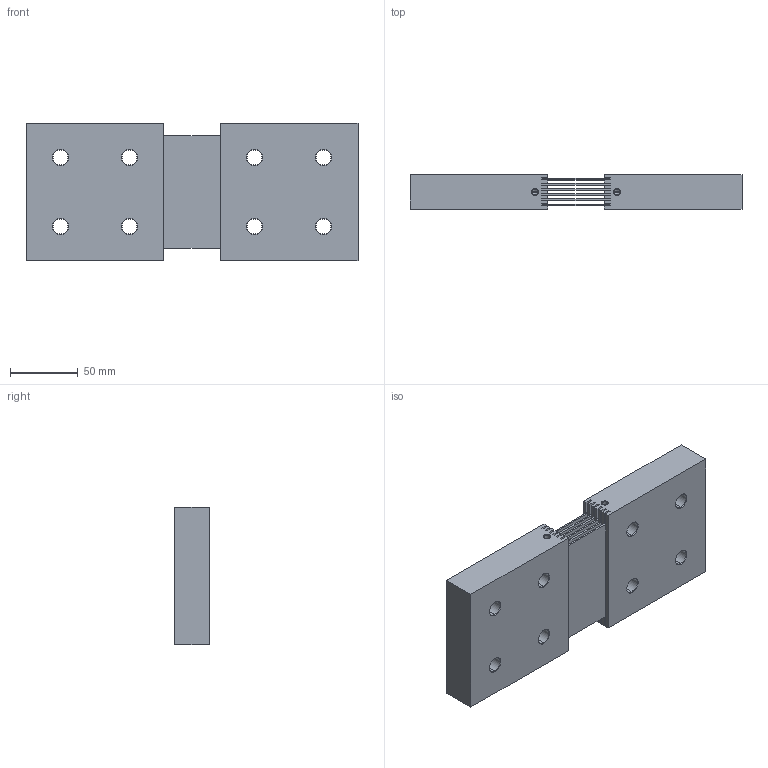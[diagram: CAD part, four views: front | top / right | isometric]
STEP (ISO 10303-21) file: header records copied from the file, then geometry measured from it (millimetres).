
FILE_DESCRIPTION (( 'STEP AP203' ), '1' );
FILE_NAME ('SWA_RSJ-2000-50.STEP', '2024-04-03T17:37:46', ( '' ), ( '' ), 'SwSTEP 2.0', 'SolidWorks 2023', '' );
FILE_SCHEMA (( 'CONFIG_CONTROL_DESIGN' ));
Length unit declared in the file: inch
Products named in the file (1): SWA_RSJ-2000-50
Bounding box: 244.47 x 25.4 x 101.6 mm (x, y, z)
Volume: 528611 mm3; surface area: 131873.2 mm2
Topology: 8 solids, 8 shells, 156 faces, 380 edges, 238 vertices
Faces by surface type: plane 96, cone 40, cylinder 20
Entity records: 4569 total; most frequent: CARTESIAN_POINT 771, DIRECTION 766, ORIENTED_EDGE 752, EDGE_CURVE 376, LINE 300, VECTOR 300, VERTEX_POINT 238, AXIS2_PLACEMENT_3D 233
